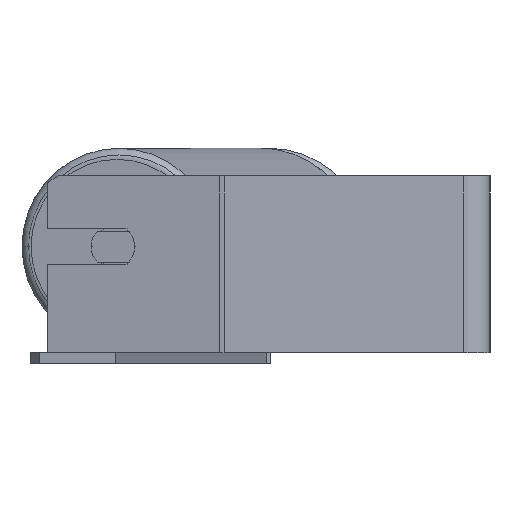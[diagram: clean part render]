
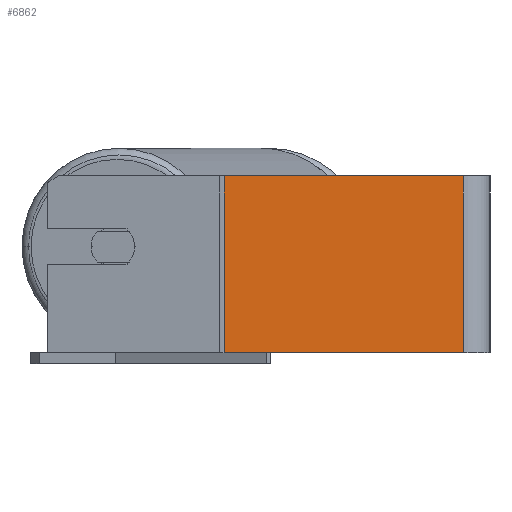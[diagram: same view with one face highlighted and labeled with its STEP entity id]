
A CAD part, left-side view. The second image highlights one B-rep face of the part: STEP entity #6862.
In plain terms, the highlighted planar face has unit normal (-1, 0, 0).
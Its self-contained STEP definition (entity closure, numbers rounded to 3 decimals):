
#30 = DIRECTION ( 'NONE',  ( 0., 0., -1. ) ) ;
#474 = LINE ( 'NONE', #5305, #2561 ) ;
#1551 = VERTEX_POINT ( 'NONE', #6109 ) ;
#1556 = DIRECTION ( 'NONE',  ( 1., 0., 0. ) ) ;
#1565 = DIRECTION ( 'NONE',  ( 0., -1., 0. ) ) ;
#1679 = AXIS2_PLACEMENT_3D ( 'NONE', #7076, #1556, #3160 ) ;
#1778 = EDGE_LOOP ( 'NONE', ( #5828, #8026, #5501, #2385 ) ) ;
#2300 = CARTESIAN_POINT ( 'NONE',  ( -620., 120.289, 40. ) ) ;
#2385 = ORIENTED_EDGE ( 'NONE', *, *, #3522, .T. ) ;
#2559 = EDGE_CURVE ( 'NONE', #3276, #1551, #7816, .T. ) ;
#2561 = VECTOR ( 'NONE', #4449, 1000. ) ;
#2718 = LINE ( 'NONE', #7041, #7523 ) ;
#3160 = DIRECTION ( 'NONE',  ( 0., 0., -1. ) ) ;
#3276 = VERTEX_POINT ( 'NONE', #2300 ) ;
#3348 = VECTOR ( 'NONE', #9040, 1000. ) ;
#3522 = EDGE_CURVE ( 'NONE', #3276, #3620, #2718, .T. ) ;
#3620 = VERTEX_POINT ( 'NONE', #7773 ) ;
#4297 = PLANE ( 'NONE',  #1679 ) ;
#4449 = DIRECTION ( 'NONE',  ( 0., -1., 0. ) ) ;
#5305 = CARTESIAN_POINT ( 'NONE',  ( -620., 121.339, -40. ) ) ;
#5501 = ORIENTED_EDGE ( 'NONE', *, *, #2559, .F. ) ;
#5828 = ORIENTED_EDGE ( 'NONE', *, *, #7654, .T. ) ;
#6109 = CARTESIAN_POINT ( 'NONE',  ( -620., 12., 40. ) ) ;
#6171 = LINE ( 'NONE', #8985, #3348 ) ;
#6478 = CARTESIAN_POINT ( 'NONE',  ( -620., 121.339, 40. ) ) ;
#6600 = EDGE_CURVE ( 'NONE', #1551, #7770, #6171, .T. ) ;
#6862 = ADVANCED_FACE ( 'NONE', ( #8429 ), #4297, .F. ) ;
#7041 = CARTESIAN_POINT ( 'NONE',  ( -620., 120.289, 40. ) ) ;
#7076 = CARTESIAN_POINT ( 'NONE',  ( -620., 121.339, 40. ) ) ;
#7523 = VECTOR ( 'NONE', #30, 1000. ) ;
#7654 = EDGE_CURVE ( 'NONE', #3620, #7770, #474, .T. ) ;
#7770 = VERTEX_POINT ( 'NONE', #8296 ) ;
#7773 = CARTESIAN_POINT ( 'NONE',  ( -620., 120.289, -40. ) ) ;
#7816 = LINE ( 'NONE', #6478, #8991 ) ;
#8026 = ORIENTED_EDGE ( 'NONE', *, *, #6600, .F. ) ;
#8296 = CARTESIAN_POINT ( 'NONE',  ( -620., 12., -40. ) ) ;
#8429 = FACE_OUTER_BOUND ( 'NONE', #1778, .T. ) ;
#8985 = CARTESIAN_POINT ( 'NONE',  ( -620., 12., 40. ) ) ;
#8991 = VECTOR ( 'NONE', #1565, 1000. ) ;
#9040 = DIRECTION ( 'NONE',  ( 0., 0., -1. ) ) ;
